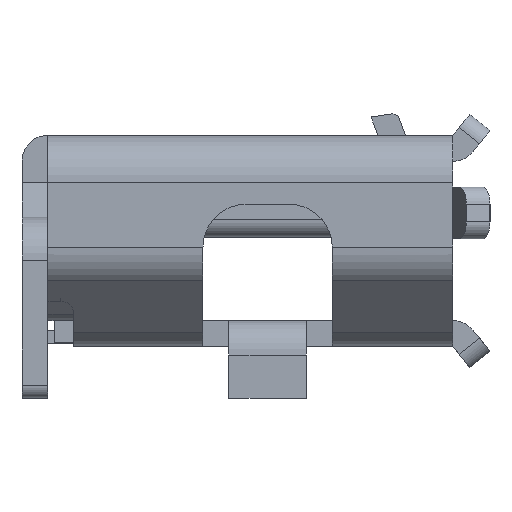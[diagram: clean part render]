
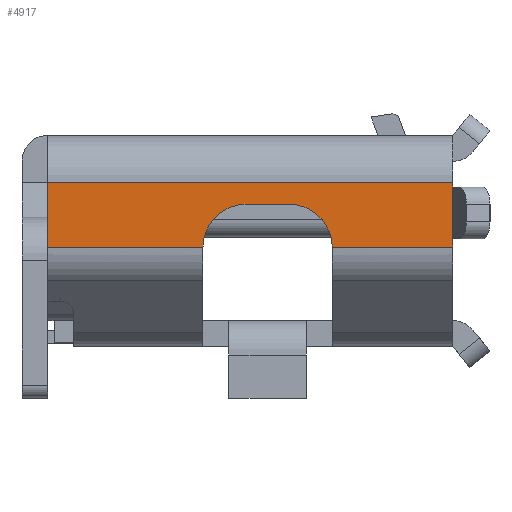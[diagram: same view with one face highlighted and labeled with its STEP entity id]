
A CAD part, left-side view. The second image highlights one B-rep face of the part: STEP entity #4917.
In plain terms, the highlighted planar face has unit normal (-1, 0, 0).
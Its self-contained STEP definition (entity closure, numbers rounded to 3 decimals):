
#3265 = EDGE_CURVE('',#3266,#3268,#3270,.T.);
#3266 = VERTEX_POINT('',#3267);
#3267 = CARTESIAN_POINT('',(-3.75,1.21,1.86));
#3268 = VERTEX_POINT('',#3269);
#3269 = CARTESIAN_POINT('',(-3.75,-3.49,1.86));
#3270 = LINE('',#3271,#3272);
#3271 = CARTESIAN_POINT('',(-3.75,1.21,1.86));
#3272 = VECTOR('',#3273,1.);
#3273 = DIRECTION('',(0.,-1.,0.));
#3317 = VERTEX_POINT('',#3318);
#3318 = CARTESIAN_POINT('',(-3.75,1.21,1.114));
#3325 = EDGE_CURVE('',#3266,#3317,#3326,.T.);
#3326 = LINE('',#3327,#3328);
#3327 = CARTESIAN_POINT('',(-3.75,1.21,1.185));
#3328 = VECTOR('',#3329,1.);
#3329 = DIRECTION('',(0.,0.,-1.));
#4880 = EDGE_CURVE('',#3268,#4881,#4883,.T.);
#4881 = VERTEX_POINT('',#4882);
#4882 = CARTESIAN_POINT('',(-3.75,-3.49,1.81));
#4883 = LINE('',#4884,#4885);
#4884 = CARTESIAN_POINT('',(-3.75,-3.49,1.185));
#4885 = VECTOR('',#4886,1.);
#4886 = DIRECTION('',(0.,0.,-1.));
#4917 = ADVANCED_FACE('',(#4918),#4979,.T.);
#4918 = FACE_BOUND('',#4919,.T.);
#4919 = EDGE_LOOP('',(#4920,#4928,#4937,#4945,#4954,#4962,#4970,#4976,
    #4977,#4978));
#4920 = ORIENTED_EDGE('',*,*,#4921,.T.);
#4921 = EDGE_CURVE('',#3317,#4922,#4924,.T.);
#4922 = VERTEX_POINT('',#4923);
#4923 = CARTESIAN_POINT('',(-3.75,-0.59,1.114));
#4924 = LINE('',#4925,#4926);
#4925 = CARTESIAN_POINT('',(-3.75,1.21,1.114));
#4926 = VECTOR('',#4927,1.);
#4927 = DIRECTION('',(0.,-1.,0.));
#4928 = ORIENTED_EDGE('',*,*,#4929,.T.);
#4929 = EDGE_CURVE('',#4922,#4930,#4932,.T.);
#4930 = VERTEX_POINT('',#4931);
#4931 = CARTESIAN_POINT('',(-3.75,-1.09,1.61));
#4932 = CIRCLE('',#4933,0.5);
#4933 = AXIS2_PLACEMENT_3D('',#4934,#4935,#4936);
#4934 = CARTESIAN_POINT('',(-3.75,-1.09,1.11));
#4935 = DIRECTION('',(1.,0.,0.));
#4936 = DIRECTION('',(0.,1.,0.));
#4937 = ORIENTED_EDGE('',*,*,#4938,.T.);
#4938 = EDGE_CURVE('',#4930,#4939,#4941,.T.);
#4939 = VERTEX_POINT('',#4940);
#4940 = CARTESIAN_POINT('',(-3.75,-1.59,1.61));
#4941 = LINE('',#4942,#4943);
#4942 = CARTESIAN_POINT('',(-3.75,1.21,1.61));
#4943 = VECTOR('',#4944,1.);
#4944 = DIRECTION('',(0.,-1.,0.));
#4945 = ORIENTED_EDGE('',*,*,#4946,.T.);
#4946 = EDGE_CURVE('',#4939,#4947,#4949,.T.);
#4947 = VERTEX_POINT('',#4948);
#4948 = CARTESIAN_POINT('',(-3.75,-2.09,1.114));
#4949 = CIRCLE('',#4950,0.5);
#4950 = AXIS2_PLACEMENT_3D('',#4951,#4952,#4953);
#4951 = CARTESIAN_POINT('',(-3.75,-1.59,1.11));
#4952 = DIRECTION('',(1.,0.,0.));
#4953 = DIRECTION('',(0.,1.,0.));
#4954 = ORIENTED_EDGE('',*,*,#4955,.T.);
#4955 = EDGE_CURVE('',#4947,#4956,#4958,.T.);
#4956 = VERTEX_POINT('',#4957);
#4957 = CARTESIAN_POINT('',(-3.75,-3.49,1.114));
#4958 = LINE('',#4959,#4960);
#4959 = CARTESIAN_POINT('',(-3.75,1.21,1.114));
#4960 = VECTOR('',#4961,1.);
#4961 = DIRECTION('',(0.,-1.,0.));
#4962 = ORIENTED_EDGE('',*,*,#4963,.T.);
#4963 = EDGE_CURVE('',#4956,#4964,#4966,.T.);
#4964 = VERTEX_POINT('',#4965);
#4965 = CARTESIAN_POINT('',(-3.75,-3.49,1.21));
#4966 = LINE('',#4967,#4968);
#4967 = CARTESIAN_POINT('',(-3.75,-3.49,1.86));
#4968 = VECTOR('',#4969,1.);
#4969 = DIRECTION('',(0.,0.,1.));
#4970 = ORIENTED_EDGE('',*,*,#4971,.T.);
#4971 = EDGE_CURVE('',#4964,#4881,#4972,.T.);
#4972 = LINE('',#4973,#4974);
#4973 = CARTESIAN_POINT('',(-3.75,-3.49,1.86));
#4974 = VECTOR('',#4975,1.);
#4975 = DIRECTION('',(0.,0.,1.));
#4976 = ORIENTED_EDGE('',*,*,#4880,.F.);
#4977 = ORIENTED_EDGE('',*,*,#3265,.F.);
#4978 = ORIENTED_EDGE('',*,*,#3325,.T.);
#4979 = PLANE('',#4980);
#4980 = AXIS2_PLACEMENT_3D('',#4981,#4982,#4983);
#4981 = CARTESIAN_POINT('',(-3.75,1.21,1.86));
#4982 = DIRECTION('',(-1.,0.,0.));
#4983 = DIRECTION('',(0.,-1.,0.));
